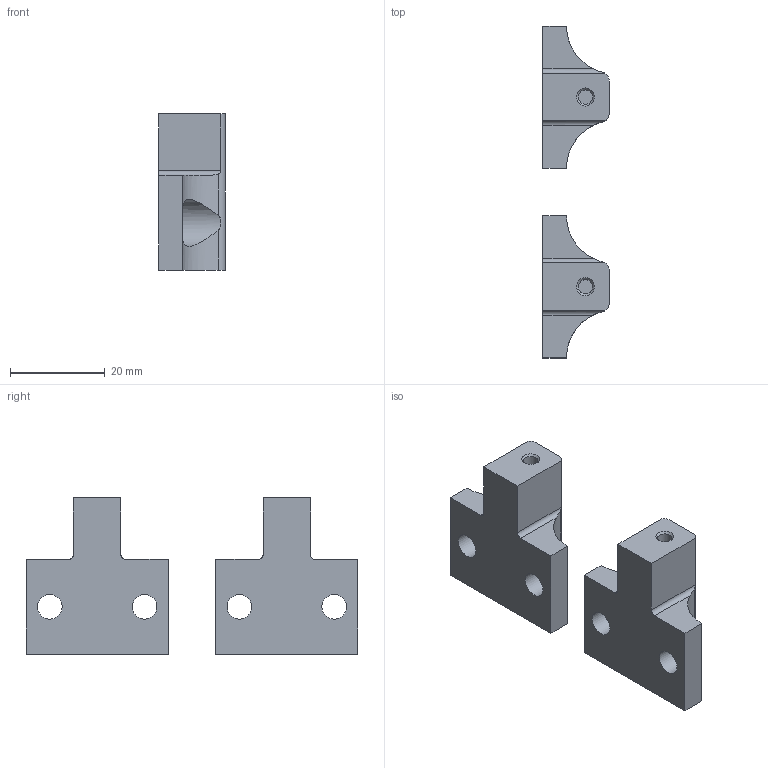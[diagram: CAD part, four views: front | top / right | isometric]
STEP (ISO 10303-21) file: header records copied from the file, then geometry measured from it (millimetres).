
FILE_DESCRIPTION(/* description */ (''),/* implementation_level */ '2;1');
FILE_NAME(/* name */ 'Z轴惰轮固定.stp',/* time_stamp */ '2024-09-10T23:40:40+08:00',/* author */ (''),/* organization */ (''),/* preprocessor_version */ 'ST-DEVELOPER v15.2',/* originating_system */ 'Autodesk Translator Framework v2.0.0.5431',/* authorisation */ '');
FILE_SCHEMA (('AUTOMOTIVE_DESIGN { 1 0 10303 214 3 1 1 }'));
Length unit declared in the file: centimetre
Products named in the file (1): Z轴惰轮固定
Bounding box: 14 x 70 x 33 mm (x, y, z)
Volume: 13681.6 mm3; surface area: 6058.5 mm2
Topology: 2 solids, 2 shells, 54 faces, 148 edges, 100 vertices
Faces by surface type: plane 26, cylinder 26, cone 2
Full cylindrical faces by diameter (mm): 3 x2, 5.2 x4
Entity records: 1894 total; most frequent: CARTESIAN_POINT 555, ORIENTED_EDGE 268, DIRECTION 262, EDGE_CURVE 134, VERTEX_POINT 94, AXIS2_PLACEMENT_3D 93, LINE 76, VECTOR 76
